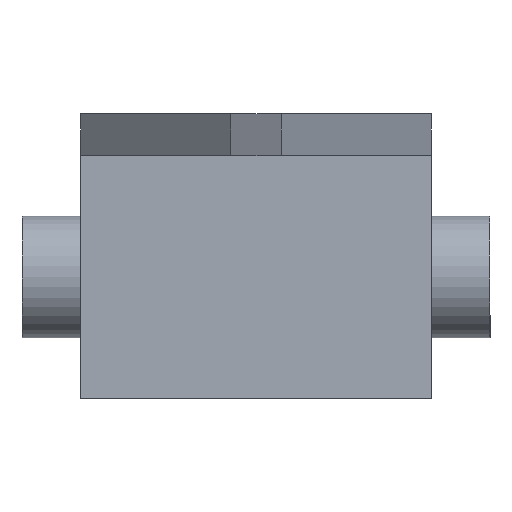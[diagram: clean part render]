
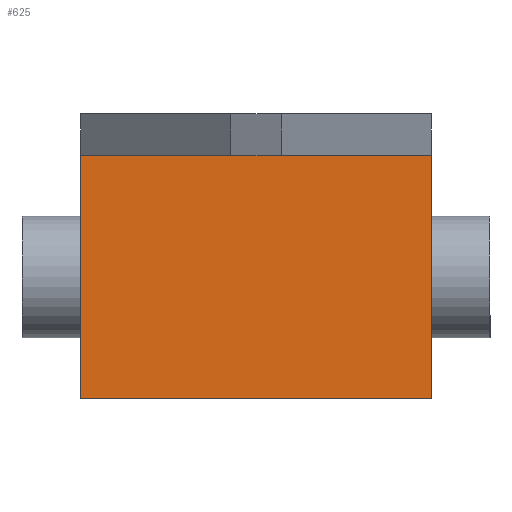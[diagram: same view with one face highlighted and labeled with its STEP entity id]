
A CAD part, left-side view. The second image highlights one B-rep face of the part: STEP entity #625.
In plain terms, the highlighted planar face has unit normal (-1, 0, 0).
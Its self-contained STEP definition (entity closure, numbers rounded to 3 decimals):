
#4 = CARTESIAN_POINT ( 'NONE',  ( 0., 21., 29. ) ) ;
#49 = DIRECTION ( 'NONE',  ( 1., 0., 0. ) ) ;
#70 = CARTESIAN_POINT ( 'NONE',  ( 0., -21., 14.5 ) ) ;
#81 = ORIENTED_EDGE ( 'NONE', *, *, #1271, .F. ) ;
#153 = CARTESIAN_POINT ( 'NONE',  ( 0., 21., 29. ) ) ;
#154 = EDGE_CURVE ( 'NONE', #731, #1136, #254, .T. ) ;
#178 = EDGE_CURVE ( 'NONE', #1136, #868, #1449, .T. ) ;
#254 = LINE ( 'NONE', #464, #521 ) ;
#266 = CARTESIAN_POINT ( 'NONE',  ( 0., 21., 14.5 ) ) ;
#367 = DIRECTION ( 'NONE',  ( 0., -1., 0. ) ) ;
#433 = ORIENTED_EDGE ( 'NONE', *, *, #1393, .F. ) ;
#464 = CARTESIAN_POINT ( 'NONE',  ( 0., -21., 14.5 ) ) ;
#496 = VECTOR ( 'NONE', #2177, 1000. ) ;
#521 = VECTOR ( 'NONE', #2139, 1000. ) ;
#609 = CARTESIAN_POINT ( 'NONE',  ( 0., -21., 0. ) ) ;
#625 = ADVANCED_FACE ( 'NONE', ( #1747 ), #1391, .F. ) ;
#731 = VERTEX_POINT ( 'NONE', #1052 ) ;
#853 = DIRECTION ( 'NONE',  ( 0., 0., 1. ) ) ;
#865 = VECTOR ( 'NONE', #1754, 1000. ) ;
#868 = VERTEX_POINT ( 'NONE', #1625 ) ;
#952 = LINE ( 'NONE', #153, #2387 ) ;
#1006 = EDGE_CURVE ( 'NONE', #1107, #731, #952, .T. ) ;
#1031 = ORIENTED_EDGE ( 'NONE', *, *, #178, .F. ) ;
#1052 = CARTESIAN_POINT ( 'NONE',  ( 0., -21., 29. ) ) ;
#1107 = VERTEX_POINT ( 'NONE', #4 ) ;
#1136 = VERTEX_POINT ( 'NONE', #2283 ) ;
#1186 = DIRECTION ( 'NONE',  ( 0., 0., -1. ) ) ;
#1194 = CARTESIAN_POINT ( 'NONE',  ( 0., 21., 14.5 ) ) ;
#1212 = ORIENTED_EDGE ( 'NONE', *, *, #1006, .F. ) ;
#1226 = EDGE_CURVE ( 'NONE', #868, #1653, #1743, .T. ) ;
#1271 = EDGE_CURVE ( 'NONE', #2446, #1107, #1375, .T. ) ;
#1331 = EDGE_LOOP ( 'NONE', ( #1031, #2042, #1212, #81, #433, #2302 ) ) ;
#1362 = CARTESIAN_POINT ( 'NONE',  ( 0., 21., 0. ) ) ;
#1375 = LINE ( 'NONE', #1194, #865 ) ;
#1391 = PLANE ( 'NONE',  #2361 ) ;
#1393 = EDGE_CURVE ( 'NONE', #1653, #2446, #1974, .T. ) ;
#1449 = LINE ( 'NONE', #70, #496 ) ;
#1584 = VECTOR ( 'NONE', #853, 1000. ) ;
#1619 = VECTOR ( 'NONE', #2334, 1000. ) ;
#1625 = CARTESIAN_POINT ( 'NONE',  ( 0., -21., 0. ) ) ;
#1653 = VERTEX_POINT ( 'NONE', #1362 ) ;
#1743 = LINE ( 'NONE', #609, #1619 ) ;
#1747 = FACE_OUTER_BOUND ( 'NONE', #1331, .T. ) ;
#1754 = DIRECTION ( 'NONE',  ( 0., 0., 1. ) ) ;
#1794 = CARTESIAN_POINT ( 'NONE',  ( 0., 21., 29. ) ) ;
#1877 = CARTESIAN_POINT ( 'NONE',  ( 0., 21., 14.5 ) ) ;
#1974 = LINE ( 'NONE', #266, #1584 ) ;
#2042 = ORIENTED_EDGE ( 'NONE', *, *, #154, .F. ) ;
#2139 = DIRECTION ( 'NONE',  ( 0., 0., -1. ) ) ;
#2177 = DIRECTION ( 'NONE',  ( 0., 0., -1. ) ) ;
#2283 = CARTESIAN_POINT ( 'NONE',  ( 0., -21., 14.5 ) ) ;
#2302 = ORIENTED_EDGE ( 'NONE', *, *, #1226, .F. ) ;
#2334 = DIRECTION ( 'NONE',  ( 0., 1., 0. ) ) ;
#2361 = AXIS2_PLACEMENT_3D ( 'NONE', #1794, #49, #1186 ) ;
#2387 = VECTOR ( 'NONE', #367, 1000. ) ;
#2446 = VERTEX_POINT ( 'NONE', #1877 ) ;
